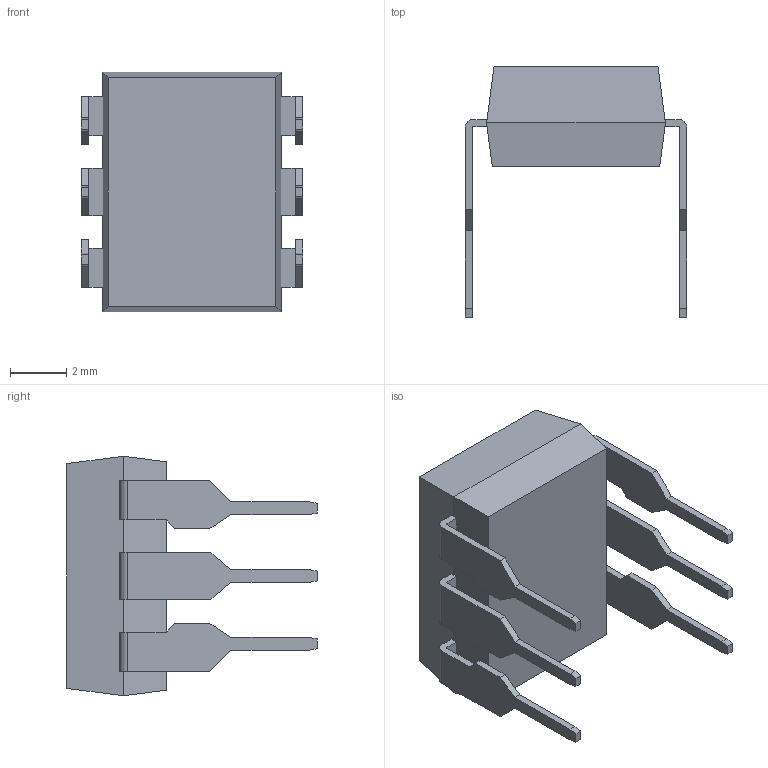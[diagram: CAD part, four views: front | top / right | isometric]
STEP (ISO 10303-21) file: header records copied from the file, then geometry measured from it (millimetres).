
FILE_DESCRIPTION (( 'STEP AP214' ), '1' );
FILE_NAME ('MOC3021.STEP', '2024-05-20T11:08:20', ( 'LENOVO' ), ( '' ), 'SwSTEP 2.0', 'SolidWorks 2021', '' );
FILE_SCHEMA (( 'AUTOMOTIVE_DESIGN' ));
Length unit declared in the file: millimetre
Products named in the file (2): MOC3021; MOC3021_MOC3021
Assembly tree (1 placements, depth 2):
  MOC3021
    MOC3021_MOC3021
Bounding box: 7.87 x 8.89 x 8.51 mm (x, y, z)
Volume: 190.6 mm3; surface area: 320.6 mm2
Topology: 8 solids, 8 shells, 127 faces, 326 edges, 216 vertices
Faces by surface type: plane 111, cylinder 16
Entity records: 3929 total; most frequent: CARTESIAN_POINT 673, ORIENTED_EDGE 652, DIRECTION 620, EDGE_CURVE 326, LINE 294, VECTOR 294, VERTEX_POINT 216, AXIS2_PLACEMENT_3D 163
